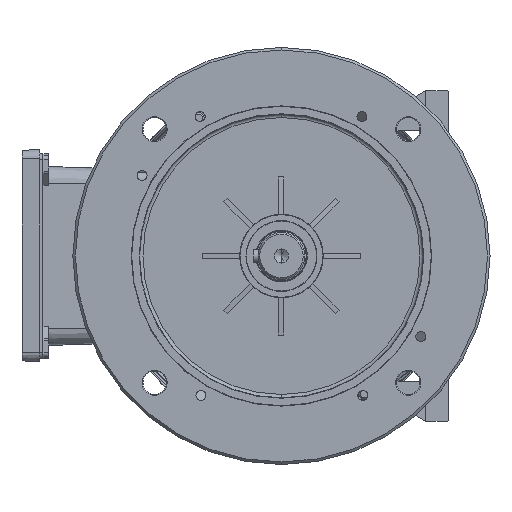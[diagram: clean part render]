
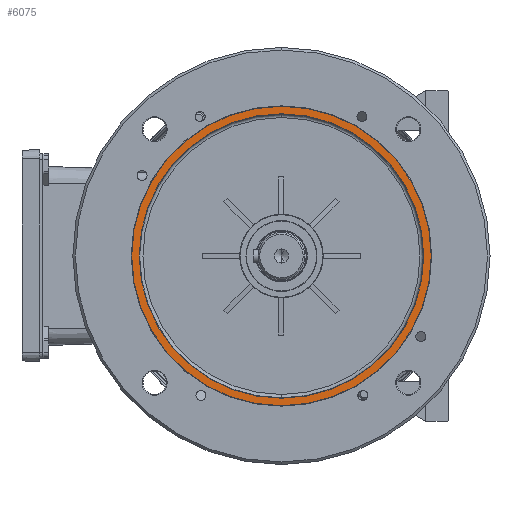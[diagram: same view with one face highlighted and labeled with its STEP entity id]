
A CAD part, left-side view. The second image highlights one B-rep face of the part: STEP entity #6075.
In plain terms, the highlighted face is planar.
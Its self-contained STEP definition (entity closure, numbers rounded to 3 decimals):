
#943 = CARTESIAN_POINT ( 'NONE',  ( 8., 0., 89.75 ) ) ;
#2756 = CIRCLE ( 'NONE', #7990, 85.25 ) ;
#5849 = DIRECTION ( 'NONE',  ( 0., 0., -1. ) ) ;
#6075 = ADVANCED_FACE ( 'NONE', ( #161876, #36135 ), #147931, .T. ) ;
#7990 = AXIS2_PLACEMENT_3D ( 'NONE', #30583, #79951, #5849 ) ;
#12859 = ORIENTED_EDGE ( 'NONE', *, *, #44123, .T. ) ;
#21147 = DIRECTION ( 'NONE',  ( 0., 0., -1. ) ) ;
#26386 = ORIENTED_EDGE ( 'NONE', *, *, #102302, .T. ) ;
#30583 = CARTESIAN_POINT ( 'NONE',  ( 8., 0., 0. ) ) ;
#30832 = ORIENTED_EDGE ( 'NONE', *, *, #128591, .T. ) ;
#33371 = CIRCLE ( 'NONE', #59653, 85.25 ) ;
#35984 = VERTEX_POINT ( 'NONE', #48774 ) ;
#36135 = FACE_OUTER_BOUND ( 'NONE', #124823, .T. ) ;
#38101 = CARTESIAN_POINT ( 'NONE',  ( 8., 0., 0. ) ) ;
#40890 = VERTEX_POINT ( 'NONE', #51358 ) ;
#44123 = EDGE_CURVE ( 'NONE', #35984, #53510, #151818, .T. ) ;
#48774 = CARTESIAN_POINT ( 'NONE',  ( 8., 0., -89.75 ) ) ;
#50405 = CARTESIAN_POINT ( 'NONE',  ( 8., 0., 0. ) ) ;
#51358 = CARTESIAN_POINT ( 'NONE',  ( 8., 0., 85.25 ) ) ;
#52017 = DIRECTION ( 'NONE',  ( 1., 0., 0. ) ) ;
#53510 = VERTEX_POINT ( 'NONE', #943 ) ;
#55532 = CIRCLE ( 'NONE', #155233, 89.75 ) ;
#59174 = DIRECTION ( 'NONE',  ( 0., 0., -1. ) ) ;
#59653 = AXIS2_PLACEMENT_3D ( 'NONE', #71345, #83664, #21147 ) ;
#65754 = ORIENTED_EDGE ( 'NONE', *, *, #127711, .T. ) ;
#71345 = CARTESIAN_POINT ( 'NONE',  ( 8., 0., 0. ) ) ;
#73196 = CARTESIAN_POINT ( 'NONE',  ( 8., 90., 0. ) ) ;
#75574 = DIRECTION ( 'NONE',  ( 1., 0., 0. ) ) ;
#79951 = DIRECTION ( 'NONE',  ( -1., 0., 0. ) ) ;
#83664 = DIRECTION ( 'NONE',  ( -1., 0., 0. ) ) ;
#88248 = DIRECTION ( 'NONE',  ( 1., 0., 0. ) ) ;
#89044 = DIRECTION ( 'NONE',  ( 0., 0., -1. ) ) ;
#93069 = DIRECTION ( 'NONE',  ( 0., 0., -1. ) ) ;
#102302 = EDGE_CURVE ( 'NONE', #122426, #40890, #33371, .T. ) ;
#102983 = AXIS2_PLACEMENT_3D ( 'NONE', #73196, #75574, #59174 ) ;
#115050 = AXIS2_PLACEMENT_3D ( 'NONE', #50405, #52017, #93069 ) ;
#122426 = VERTEX_POINT ( 'NONE', #130423 ) ;
#124823 = EDGE_LOOP ( 'NONE', ( #30832, #12859 ) ) ;
#127711 = EDGE_CURVE ( 'NONE', #40890, #122426, #2756, .T. ) ;
#128591 = EDGE_CURVE ( 'NONE', #53510, #35984, #55532, .T. ) ;
#130423 = CARTESIAN_POINT ( 'NONE',  ( 8., 0., -85.25 ) ) ;
#141794 = EDGE_LOOP ( 'NONE', ( #26386, #65754 ) ) ;
#147931 = PLANE ( 'NONE',  #102983 ) ;
#151818 = CIRCLE ( 'NONE', #115050, 89.75 ) ;
#155233 = AXIS2_PLACEMENT_3D ( 'NONE', #38101, #88248, #89044 ) ;
#161876 = FACE_BOUND ( 'NONE', #141794, .T. ) ;
